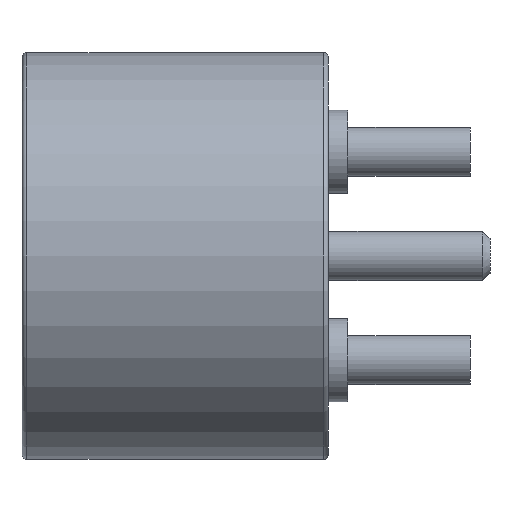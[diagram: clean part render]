
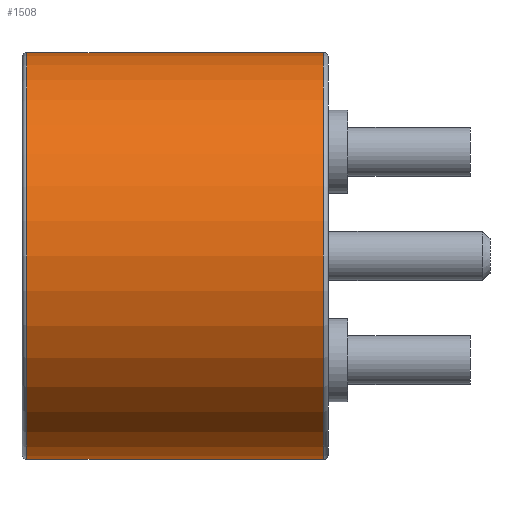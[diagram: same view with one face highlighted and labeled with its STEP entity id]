
A CAD part, left-side view. The second image highlights one B-rep face of the part: STEP entity #1508.
In plain terms, the highlighted cylindrical face has radius 2.108 mm (diameter 4.216 mm), a partial arc.
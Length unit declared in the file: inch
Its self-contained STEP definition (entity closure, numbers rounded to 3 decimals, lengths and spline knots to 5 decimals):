
#45 = CARTESIAN_POINT ( 'NONE',  ( 0., -0.37, 0. ) ) ;
#49 = EDGE_CURVE ( 'NONE', #556, #1164, #876, .T. ) ;
#65 = VECTOR ( 'NONE', #600, 39.37008 ) ;
#89 = VERTEX_POINT ( 'NONE', #818 ) ;
#110 = LINE ( 'NONE', #1283, #130 ) ;
#130 = VECTOR ( 'NONE', #248, 39.37008 ) ;
#248 = DIRECTION ( 'NONE',  ( 0., 1., 0. ) ) ;
#274 = AXIS2_PLACEMENT_3D ( 'NONE', #45, #293, #433 ) ;
#293 = DIRECTION ( 'NONE',  ( 0., 1., 0. ) ) ;
#326 = CARTESIAN_POINT ( 'NONE',  ( 0., -0.123, 0. ) ) ;
#365 = ORIENTED_EDGE ( 'NONE', *, *, #426, .T. ) ;
#426 = EDGE_CURVE ( 'NONE', #89, #1478, #1022, .T. ) ;
#433 = DIRECTION ( 'NONE',  ( 0., 0., 1. ) ) ;
#471 = DIRECTION ( 'NONE',  ( 0., 0., 1. ) ) ;
#485 = EDGE_LOOP ( 'NONE', ( #1414, #1337, #589, #365 ) ) ;
#487 = CARTESIAN_POINT ( 'NONE',  ( 0., -0.37, 0.083 ) ) ;
#515 = CARTESIAN_POINT ( 'NONE',  ( 0., -0.123, -0.083 ) ) ;
#531 = AXIS2_PLACEMENT_3D ( 'NONE', #326, #1630, #471 ) ;
#556 = VERTEX_POINT ( 'NONE', #515 ) ;
#589 = ORIENTED_EDGE ( 'NONE', *, *, #1226, .T. ) ;
#597 = FACE_OUTER_BOUND ( 'NONE', #485, .T. ) ;
#600 = DIRECTION ( 'NONE',  ( 0., 1., 0. ) ) ;
#707 = CYLINDRICAL_SURFACE ( 'NONE', #274, 0.083 ) ;
#717 = CARTESIAN_POINT ( 'NONE',  ( 0., -0.123, 0.083 ) ) ;
#781 = DIRECTION ( 'NONE',  ( 0., -1., 0. ) ) ;
#818 = CARTESIAN_POINT ( 'NONE',  ( 0., -0.002, 0.083 ) ) ;
#876 = CIRCLE ( 'NONE', #531, 0.083 ) ;
#967 = LINE ( 'NONE', #487, #65 ) ;
#1022 = CIRCLE ( 'NONE', #1085, 0.083 ) ;
#1085 = AXIS2_PLACEMENT_3D ( 'NONE', #1161, #781, #1307 ) ;
#1161 = CARTESIAN_POINT ( 'NONE',  ( 0., -0.002, 0. ) ) ;
#1164 = VERTEX_POINT ( 'NONE', #717 ) ;
#1226 = EDGE_CURVE ( 'NONE', #1164, #89, #967, .T. ) ;
#1283 = CARTESIAN_POINT ( 'NONE',  ( 0., -0.37, -0.083 ) ) ;
#1307 = DIRECTION ( 'NONE',  ( 0., 0., 1. ) ) ;
#1337 = ORIENTED_EDGE ( 'NONE', *, *, #49, .T. ) ;
#1412 = CARTESIAN_POINT ( 'NONE',  ( 0., -0.002, -0.083 ) ) ;
#1414 = ORIENTED_EDGE ( 'NONE', *, *, #1484, .F. ) ;
#1478 = VERTEX_POINT ( 'NONE', #1412 ) ;
#1484 = EDGE_CURVE ( 'NONE', #556, #1478, #110, .T. ) ;
#1508 = ADVANCED_FACE ( 'NONE', ( #597 ), #707, .T. ) ;
#1630 = DIRECTION ( 'NONE',  ( 0., 1., 0. ) ) ;
